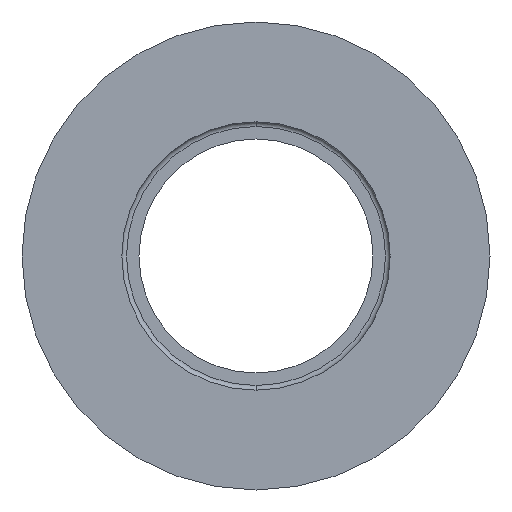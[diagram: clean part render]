
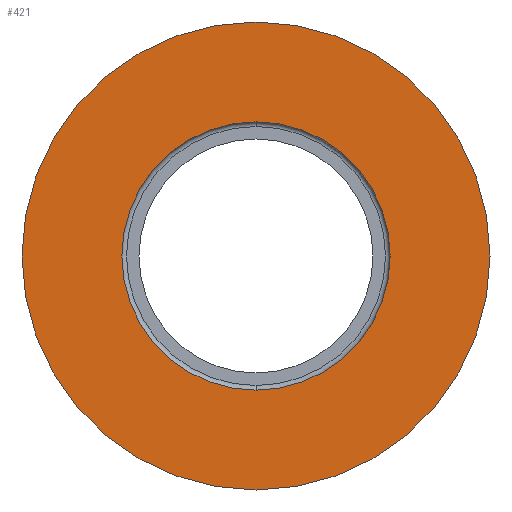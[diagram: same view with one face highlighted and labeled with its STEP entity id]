
A CAD part, front view. The second image highlights one B-rep face of the part: STEP entity #421.
In plain terms, the highlighted planar face has unit normal (0, -1, 0).
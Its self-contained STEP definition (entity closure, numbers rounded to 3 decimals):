
#63 = VERTEX_POINT ( 'NONE', #1199 ) ;
#98 = AXIS2_PLACEMENT_3D ( 'NONE', #1445, #1758, #531 ) ;
#107 = CARTESIAN_POINT ( 'NONE',  ( 0., 0., 0. ) ) ;
#329 = EDGE_CURVE ( 'NONE', #1231, #446, #1240, .T. ) ;
#404 = PLANE ( 'NONE',  #1793 ) ;
#421 = ADVANCED_FACE ( 'NONE', ( #1856, #1861 ), #404, .T. ) ;
#446 = VERTEX_POINT ( 'NONE', #1190 ) ;
#459 = DIRECTION ( 'NONE',  ( 0., -1., 0. ) ) ;
#531 = DIRECTION ( 'NONE',  ( 0., 0., -1. ) ) ;
#606 = AXIS2_PLACEMENT_3D ( 'NONE', #107, #1935, #895 ) ;
#689 = DIRECTION ( 'NONE',  ( 0., 0., -1. ) ) ;
#748 = EDGE_CURVE ( 'NONE', #446, #1231, #1849, .T. ) ;
#769 = AXIS2_PLACEMENT_3D ( 'NONE', #1209, #459, #1081 ) ;
#812 = CIRCLE ( 'NONE', #606, 15. ) ;
#830 = CARTESIAN_POINT ( 'NONE',  ( 0., 0., 0. ) ) ;
#854 = EDGE_CURVE ( 'NONE', #1647, #63, #812, .T. ) ;
#895 = DIRECTION ( 'NONE',  ( 0., 0., -1. ) ) ;
#1049 = CARTESIAN_POINT ( 'NONE',  ( 0., 0., 15. ) ) ;
#1053 = EDGE_CURVE ( 'NONE', #63, #1647, #1473, .T. ) ;
#1081 = DIRECTION ( 'NONE',  ( 0., 0., -1. ) ) ;
#1135 = AXIS2_PLACEMENT_3D ( 'NONE', #830, #1885, #689 ) ;
#1190 = CARTESIAN_POINT ( 'NONE',  ( 0., 0., 8.6 ) ) ;
#1199 = CARTESIAN_POINT ( 'NONE',  ( 0., 0., -15. ) ) ;
#1209 = CARTESIAN_POINT ( 'NONE',  ( 0., 0., 0. ) ) ;
#1231 = VERTEX_POINT ( 'NONE', #1920 ) ;
#1240 = CIRCLE ( 'NONE', #1135, 8.6 ) ;
#1335 = CARTESIAN_POINT ( 'NONE',  ( 8.6, 0., 0. ) ) ;
#1360 = ORIENTED_EDGE ( 'NONE', *, *, #329, .F. ) ;
#1445 = CARTESIAN_POINT ( 'NONE',  ( 0., 0., 0. ) ) ;
#1473 = CIRCLE ( 'NONE', #769, 15. ) ;
#1618 = EDGE_LOOP ( 'NONE', ( #1729, #1745 ) ) ;
#1647 = VERTEX_POINT ( 'NONE', #1049 ) ;
#1685 = EDGE_LOOP ( 'NONE', ( #1360, #1957 ) ) ;
#1729 = ORIENTED_EDGE ( 'NONE', *, *, #1053, .T. ) ;
#1745 = ORIENTED_EDGE ( 'NONE', *, *, #854, .T. ) ;
#1758 = DIRECTION ( 'NONE',  ( 0., -1., 0. ) ) ;
#1793 = AXIS2_PLACEMENT_3D ( 'NONE', #1335, #1924, #1863 ) ;
#1849 = CIRCLE ( 'NONE', #98, 8.6 ) ;
#1856 = FACE_OUTER_BOUND ( 'NONE', #1618, .T. ) ;
#1861 = FACE_BOUND ( 'NONE', #1685, .T. ) ;
#1863 = DIRECTION ( 'NONE',  ( 0., 0., -1. ) ) ;
#1885 = DIRECTION ( 'NONE',  ( 0., -1., 0. ) ) ;
#1920 = CARTESIAN_POINT ( 'NONE',  ( 0., 0., -8.6 ) ) ;
#1924 = DIRECTION ( 'NONE',  ( 0., -1., 0. ) ) ;
#1935 = DIRECTION ( 'NONE',  ( 0., -1., 0. ) ) ;
#1957 = ORIENTED_EDGE ( 'NONE', *, *, #748, .F. ) ;
